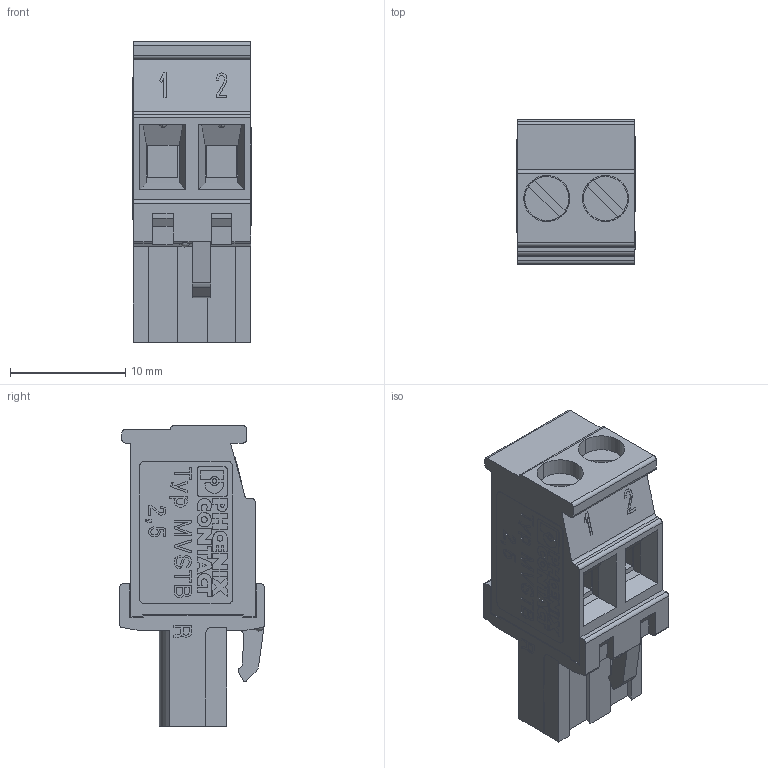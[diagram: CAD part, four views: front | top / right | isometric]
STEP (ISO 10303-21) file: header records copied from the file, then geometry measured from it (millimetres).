
FILE_DESCRIPTION(('Creo Elements/Direct Modeling STEP Export'),'2;1');
FILE_NAME('model.stp','2021-01-22T 6:44:51',(''),(''),'Creo Elements/Direct Modeling STEP processor for AP214 (Solid Model)','Creo Elements/Direct Modeling 20.1A 29-Sep-2018 (C) Parametric Technology GmbH','');
FILE_SCHEMA(('AUTOMOTIVE_DESIGN { 1 0 10303 214 1 1 1 1 }'));
Length unit declared in the file: millimetre
Products named in the file (5): CO_MSTBT_2_5_ST; AT_MVSTBR_2_5_5_08; AC_MKDSN_2_5_Laengsschlitz; KK_MVSTB_2_5.1; MVSTBR_2.5_2-ST-5.08_BD_1.2
Assembly tree (7 placements, depth 2):
  MVSTBR_2.5_2-ST-5.08_BD_1.2
    KK_MVSTB_2_5.1  x2
    CO_MSTBT_2_5_ST  x2
    AC_MKDSN_2_5_Laengsschlitz  x2
    AT_MVSTBR_2_5_5_08
Bounding box: 10.25 x 12.52 x 26.03 mm (x, y, z)
Volume: 2008.1 mm3; surface area: 2668.2 mm2
Topology: 7 solids, 7 shells, 890 faces, 2466 edges, 1634 vertices
Faces by surface type: plane 777, cylinder 71, extrusion 33, sphere 5, cone 4
Entity records: 34647 total; most frequent: CARTESIAN_POINT 6041, ORIENTED_EDGE 4738, DIRECTION 4009, EDGE_CURVE 2369, VECTOR 2175, LINE 2142, VERTEX_POINT 1573, AXIS2_PLACEMENT_3D 917
